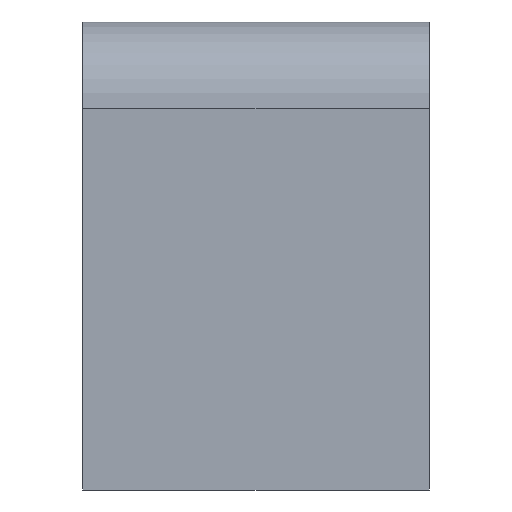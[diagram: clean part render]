
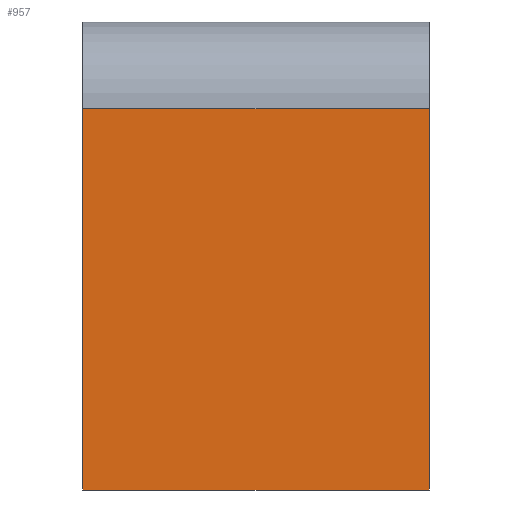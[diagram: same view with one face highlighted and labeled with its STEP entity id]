
A CAD part, front view. The second image highlights one B-rep face of the part: STEP entity #957.
In plain terms, the highlighted planar face has unit normal (0, -1, 0).
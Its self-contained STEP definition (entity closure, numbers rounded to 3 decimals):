
#99=FACE_OUTER_BOUND('',#156,.T.);
#156=EDGE_LOOP('',(#806,#807,#808,#809));
#252=LINE('',#1648,#351);
#253=LINE('',#1651,#352);
#254=LINE('',#1653,#353);
#255=LINE('',#1654,#354);
#351=VECTOR('',#1279,10.);
#352=VECTOR('',#1282,10.);
#353=VECTOR('',#1283,10.);
#354=VECTOR('',#1284,10.);
#473=VERTEX_POINT('',#1644);
#474=VERTEX_POINT('',#1646);
#475=VERTEX_POINT('',#1650);
#476=VERTEX_POINT('',#1652);
#602=EDGE_CURVE('',#473,#474,#252,.T.);
#603=EDGE_CURVE('',#475,#473,#253,.T.);
#604=EDGE_CURVE('',#476,#474,#254,.T.);
#605=EDGE_CURVE('',#475,#476,#255,.T.);
#806=ORIENTED_EDGE('',*,*,#603,.T.);
#807=ORIENTED_EDGE('',*,*,#602,.T.);
#808=ORIENTED_EDGE('',*,*,#604,.F.);
#809=ORIENTED_EDGE('',*,*,#605,.F.);
#911=PLANE('',#1045);
#957=ADVANCED_FACE('',(#99),#911,.T.);
#1045=AXIS2_PLACEMENT_3D('',#1649,#1280,#1281);
#1279=DIRECTION('',(1.,0.,0.));
#1280=DIRECTION('center_axis',(0.,-1.,0.));
#1281=DIRECTION('ref_axis',(0.,0.,-1.));
#1282=DIRECTION('',(0.,0.,-1.));
#1283=DIRECTION('',(0.,0.,-1.));
#1284=DIRECTION('',(1.,0.,0.));
#1644=CARTESIAN_POINT('',(0.,96.436,31.713));
#1646=CARTESIAN_POINT('',(40.,96.436,31.713));
#1648=CARTESIAN_POINT('',(0.,96.436,31.713));
#1649=CARTESIAN_POINT('Origin',(0.,96.436,75.813));
#1650=CARTESIAN_POINT('',(0.,96.436,75.813));
#1651=CARTESIAN_POINT('',(0.,96.436,75.813));
#1652=CARTESIAN_POINT('',(40.,96.436,75.813));
#1653=CARTESIAN_POINT('',(40.,96.436,75.813));
#1654=CARTESIAN_POINT('',(0.,96.436,75.813));
